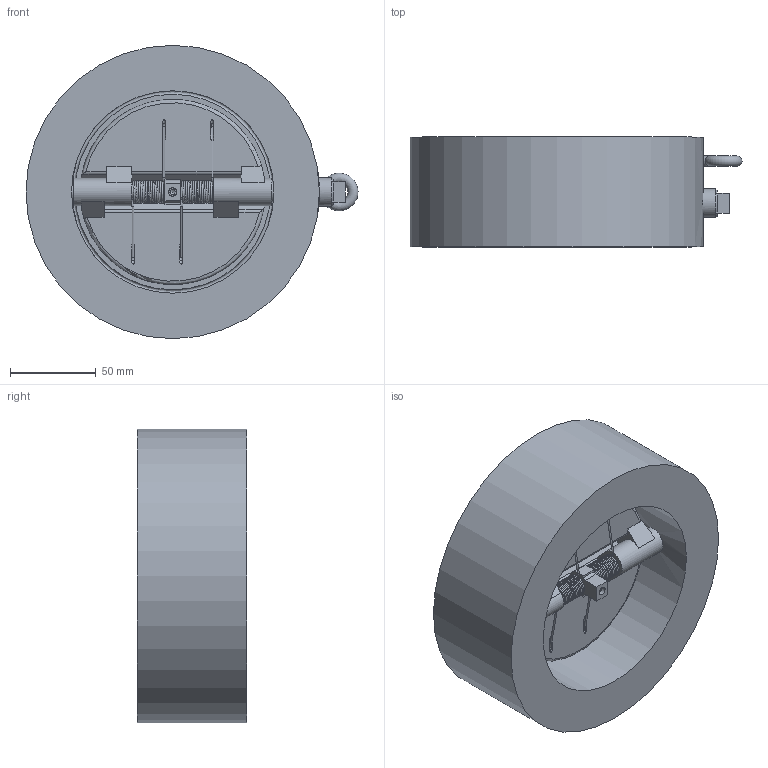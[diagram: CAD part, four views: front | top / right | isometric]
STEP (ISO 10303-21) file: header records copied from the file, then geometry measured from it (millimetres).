
FILE_DESCRIPTION((''),'2;1');
FILE_NAME('98100256.stp','2008-10-14T09:01:23',('hecker'),(''),'Autodesk Inventor 2008','Autodesk Inventor 2008','');
FILE_SCHEMA(('AUTOMOTIVE_DESIGN { 1 0 10303 214 1 1 1 1 }'));
Length unit declared in the file: millimetre
Products named in the file (1): 98100256
Bounding box: 193.5 x 64 x 171 mm (x, y, z)
Volume: 1041193.9 mm3; surface area: 121925.2 mm2
Topology: 1 solids, 1 shells, 206 faces, 539 edges, 345 vertices
Faces by surface type: plane 108, cylinder 51, torus 24, bspline 19, cone 3, sphere 1
Full cylindrical faces by diameter (mm): 1 x4, 6 x1, 8 x4, 10.854 x1, 11.756 x1, 16 x2, 16.66 x1, 118 x1, 171 x1
Entity records: 30789 total; most frequent: CARTESIAN_POINT 25779, DIRECTION 978, ORIENTED_EDGE 972, EDGE_CURVE 486, AXIS2_PLACEMENT_3D 389, VERTEX_POINT 328, EDGE_LOOP 266, FACE_OUTER_BOUND 206
